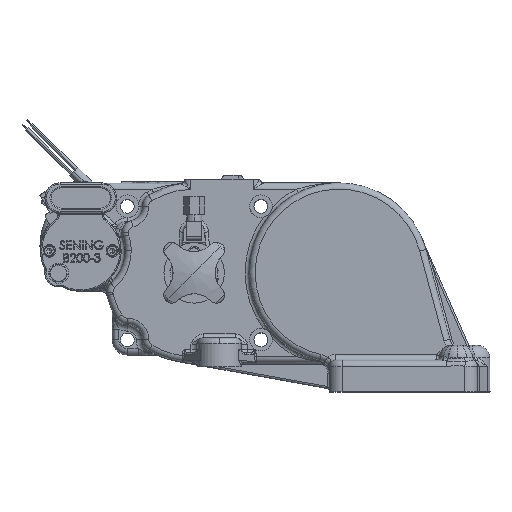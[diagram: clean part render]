
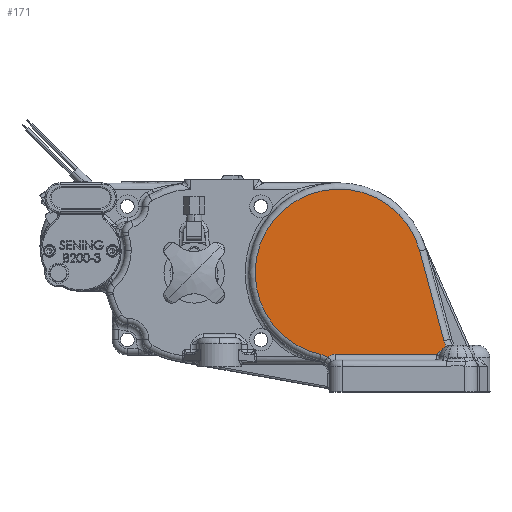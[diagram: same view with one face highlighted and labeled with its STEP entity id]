
A CAD part, top view. The second image highlights one B-rep face of the part: STEP entity #171.
In plain terms, the highlighted planar face has unit normal (0, 0, 1).
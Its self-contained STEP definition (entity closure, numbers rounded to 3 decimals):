
#171 = ADVANCED_FACE ( 'NONE', ( #94624 ), #99858, .T. ) ;
#23009 = AXIS2_PLACEMENT_3D ( 'NONE', #99860, #99846, #99849 ) ;
#29324 = CARTESIAN_POINT ( 'NONE',  ( -2.5, -64.5, 85.5 ) ) ;
#29534 = CARTESIAN_POINT ( 'NONE',  ( 84.993, -58.54, 85.5 ) ) ;
#62405 = EDGE_CURVE ( 'NONE', #123736, #92929, #127967, .T. ) ;
#62410 = EDGE_CURVE ( 'NONE', #93220, #93213, #127981, .T. ) ;
#62411 = EDGE_CURVE ( 'NONE', #93213, #93077, #127985, .T. ) ;
#62412 = EDGE_CURVE ( 'NONE', #93298, #123736, #93405, .T. ) ;
#62413 = EDGE_CURVE ( 'NONE', #123631, #93298, #127976, .T. ) ;
#62414 = EDGE_CURVE ( 'NONE', #92929, #93220, #127987, .T. ) ;
#62416 = EDGE_CURVE ( 'NONE', #93077, #123631, #127994, .T. ) ;
#72949 = CARTESIAN_POINT ( 'NONE',  ( 83.347, -54.118, 85.5 ) ) ;
#73139 = CARTESIAN_POINT ( 'NONE',  ( 76.267, -64.5, 85.5 ) ) ;
#73191 = CARTESIAN_POINT ( 'NONE',  ( 64.234, 17.211, 85.5 ) ) ;
#73197 = CARTESIAN_POINT ( 'NONE',  ( -14.279, -64.949, 85.5 ) ) ;
#73292 = CARTESIAN_POINT ( 'NONE',  ( -9.218, -67.093, 85.5 ) ) ;
#85158 = EDGE_LOOP ( 'NONE', ( #141168, #141167, #141166, #141165, #141328, #140615, #140604 ) ) ;
#86835 = AXIS2_PLACEMENT_3D ( 'NONE', #167626, #167665, #167661 ) ;
#86841 = AXIS2_PLACEMENT_3D ( 'NONE', #167608, #168083, #168013 ) ;
#86846 = AXIS2_PLACEMENT_3D ( 'NONE', #167618, #168248, #168240 ) ;
#86849 = AXIS2_PLACEMENT_3D ( 'NONE', #167384, #167386, #167382 ) ;
#92929 = VERTEX_POINT ( 'NONE', #72949 ) ;
#93077 = VERTEX_POINT ( 'NONE', #73292 ) ;
#93213 = VERTEX_POINT ( 'NONE', #73197 ) ;
#93220 = VERTEX_POINT ( 'NONE', #73191 ) ;
#93298 = VERTEX_POINT ( 'NONE', #73139 ) ;
#93405 = B_SPLINE_CURVE_WITH_KNOTS ( 'NONE', 3,
 ( #168562, #168280, #168258, #168261, #168205, #168207, #168199, #168201, #168189, #168192, #168178, #168181, #168293, #167482, #167405, #167406, #167409, #167410, #167411, #167412, #167413, #167414, #167415, #167418, #167046, #167335 ),
 .UNSPECIFIED., .F., .F.,
 ( 4, 2, 2, 2, 2, 2, 2, 2, 2, 2, 2, 2, 4 ),
 ( 0., 0., 0.001, 0.001, 0.001, 0.002, 0.002, 0.003, 0.004, 0.006, 0.009, 0.01, 0.011 ),
 .UNSPECIFIED. ) ;
#94624 = FACE_OUTER_BOUND ( 'NONE', #85158, .T. ) ;
#99846 = DIRECTION ( 'NONE',  ( 0., 0., 1. ) ) ;
#99849 = DIRECTION ( 'NONE',  ( 1., 0., 0. ) ) ;
#99858 = PLANE ( 'NONE',  #23009 ) ;
#99860 = CARTESIAN_POINT ( 'NONE',  ( 0., 0., 85.5 ) ) ;
#123631 = VERTEX_POINT ( 'NONE', #29324 ) ;
#123736 = VERTEX_POINT ( 'NONE', #29534 ) ;
#127967 = CIRCLE ( 'NONE', #86841, 25. ) ;
#127976 = LINE ( 'NONE', #167275, #127983 ) ;
#127981 = CIRCLE ( 'NONE', #86835, 66.5 ) ;
#127983 = VECTOR ( 'NONE', #167235, 1000. ) ;
#127985 = CIRCLE ( 'NONE', #86846, 15. ) ;
#127987 = LINE ( 'NONE', #167104, #127989 ) ;
#127989 = VECTOR ( 'NONE', #167424, 1000. ) ;
#127994 = CIRCLE ( 'NONE', #86849, 10. ) ;
#140604 = ORIENTED_EDGE ( 'NONE', *, *, #62416, .T. ) ;
#140615 = ORIENTED_EDGE ( 'NONE', *, *, #62411, .T. ) ;
#141165 = ORIENTED_EDGE ( 'NONE', *, *, #62414, .T. ) ;
#141166 = ORIENTED_EDGE ( 'NONE', *, *, #62405, .T. ) ;
#141167 = ORIENTED_EDGE ( 'NONE', *, *, #62412, .T. ) ;
#141168 = ORIENTED_EDGE ( 'NONE', *, *, #62413, .T. ) ;
#141328 = ORIENTED_EDGE ( 'NONE', *, *, #62410, .T. ) ;
#167046 = CARTESIAN_POINT ( 'NONE',  ( 84.557, -58.74, 85.5 ) ) ;
#167104 = CARTESIAN_POINT ( 'NONE',  ( 64.234, 17.211, 85.5 ) ) ;
#167235 = DIRECTION ( 'NONE',  ( 1., 0., 0. ) ) ;
#167275 = CARTESIAN_POINT ( 'NONE',  ( 81.351, -64.5, 85.5 ) ) ;
#167335 = CARTESIAN_POINT ( 'NONE',  ( 84.993, -58.54, 85.5 ) ) ;
#167382 = DIRECTION ( 'NONE',  ( 1., 0., 0. ) ) ;
#167384 = CARTESIAN_POINT ( 'NONE',  ( -2.5, -74.5, 85.5 ) ) ;
#167386 = DIRECTION ( 'NONE',  ( 0., 0., -1. ) ) ;
#167405 = CARTESIAN_POINT ( 'NONE',  ( 78.458, -64.29, 85.5 ) ) ;
#167406 = CARTESIAN_POINT ( 'NONE',  ( 78.929, -63.757, 85.5 ) ) ;
#167409 = CARTESIAN_POINT ( 'NONE',  ( 79.228, -63.386, 85.5 ) ) ;
#167410 = CARTESIAN_POINT ( 'NONE',  ( 79.838, -62.658, 85.5 ) ) ;
#167411 = CARTESIAN_POINT ( 'NONE',  ( 80.147, -62.298, 85.5 ) ) ;
#167412 = CARTESIAN_POINT ( 'NONE',  ( 81.108, -61.255, 85.5 ) ) ;
#167413 = CARTESIAN_POINT ( 'NONE',  ( 81.793, -60.605, 85.5 ) ) ;
#167414 = CARTESIAN_POINT ( 'NONE',  ( 82.922, -59.738, 85.5 ) ) ;
#167415 = CARTESIAN_POINT ( 'NONE',  ( 83.317, -59.465, 85.5 ) ) ;
#167418 = CARTESIAN_POINT ( 'NONE',  ( 84.135, -58.966, 85.5 ) ) ;
#167424 = DIRECTION ( 'NONE',  ( -0.259, 0.966, 0. ) ) ;
#167482 = CARTESIAN_POINT ( 'NONE',  ( 78.296, -64.464, 85.5 ) ) ;
#167608 = CARTESIAN_POINT ( 'NONE',  ( 107.495, -47.647, 85.5 ) ) ;
#167618 = CARTESIAN_POINT ( 'NONE',  ( -17.5, -79.599, 85.5 ) ) ;
#167626 = CARTESIAN_POINT ( 'NONE',  ( 0., 0., 85.5 ) ) ;
#167661 = DIRECTION ( 'NONE',  ( 1., 0., 0. ) ) ;
#167665 = DIRECTION ( 'NONE',  ( 0., 0., 1. ) ) ;
#168013 = DIRECTION ( 'NONE',  ( 1., 0., 0. ) ) ;
#168083 = DIRECTION ( 'NONE',  ( 0., 0., -1. ) ) ;
#168178 = CARTESIAN_POINT ( 'NONE',  ( 77.742, -64.916, 85.5 ) ) ;
#168181 = CARTESIAN_POINT ( 'NONE',  ( 77.939, -64.781, 85.5 ) ) ;
#168189 = CARTESIAN_POINT ( 'NONE',  ( 77.408, -65.05, 85.5 ) ) ;
#168192 = CARTESIAN_POINT ( 'NONE',  ( 77.636, -64.974, 85.5 ) ) ;
#168199 = CARTESIAN_POINT ( 'NONE',  ( 77.049, -65.037, 85.5 ) ) ;
#168201 = CARTESIAN_POINT ( 'NONE',  ( 77.286, -65.065, 85.5 ) ) ;
#168205 = CARTESIAN_POINT ( 'NONE',  ( 76.724, -64.884, 85.5 ) ) ;
#168207 = CARTESIAN_POINT ( 'NONE',  ( 76.934, -64.995, 85.5 ) ) ;
#168240 = DIRECTION ( 'NONE',  ( 1., 0., 0. ) ) ;
#168248 = DIRECTION ( 'NONE',  ( 0., 0., -1. ) ) ;
#168258 = CARTESIAN_POINT ( 'NONE',  ( 76.44, -64.665, 85.5 ) ) ;
#168261 = CARTESIAN_POINT ( 'NONE',  ( 76.626, -64.815, 85.5 ) ) ;
#168280 = CARTESIAN_POINT ( 'NONE',  ( 76.352, -64.584, 85.5 ) ) ;
#168293 = CARTESIAN_POINT ( 'NONE',  ( 78.032, -64.704, 85.5 ) ) ;
#168562 = CARTESIAN_POINT ( 'NONE',  ( 76.267, -64.5, 85.5 ) ) ;
